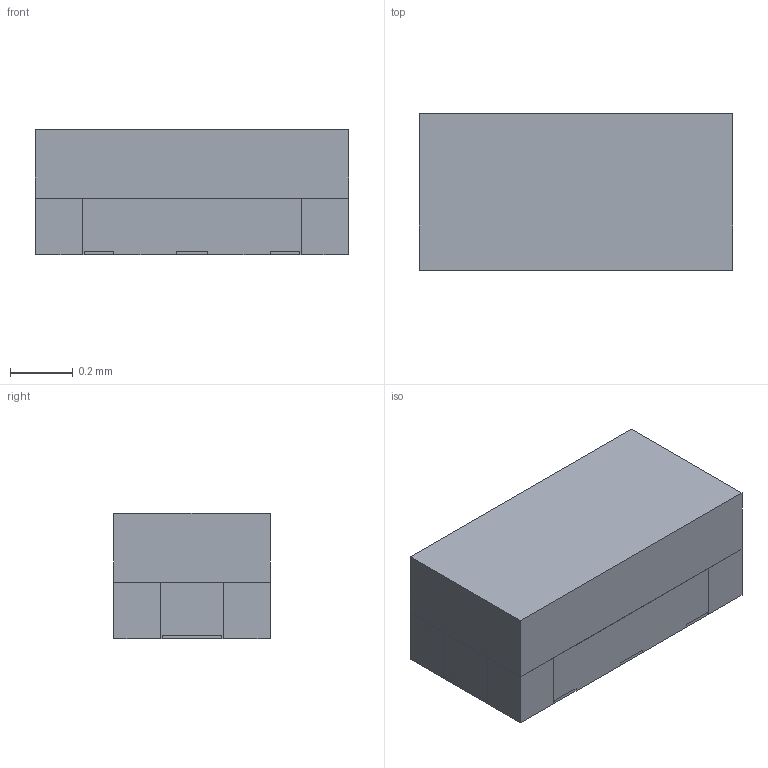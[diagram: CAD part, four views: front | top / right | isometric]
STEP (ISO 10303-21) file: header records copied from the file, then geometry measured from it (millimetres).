
FILE_DESCRIPTION(('FreeCAD Model'),'2;1');
FILE_NAME( 'LED_REEgreenish_1005.step', '2019-07-05T10:54:21',('Author'),(''), 'Open CASCADE STEP processor 7.3','FreeCAD','Unknown');
FILE_SCHEMA(('AUTOMOTIVE_DESIGN { 1 0 10303 214 1 1 1 1 }'));
Length unit declared in the file: millimetre
Products named in the file (27): Assem1; Body; Body001; Body002; Body003; Body004; Body005; Body006; Body007; Body008; Contact; Contact001; Contact002; Contact003; Contact004; Contact005; Contact006; Contact007; Linse; Linse001; Linse002; Linse003; Linse004; Linse005; Linse006; Linse007; Linse008
Assembly tree (26 placements, depth 2):
  Assem1
    Body
    Body001
    Body002
    Body003
    Body004
    Body005
    Body006
    Body007
    Body008
    Contact
    Contact001
    Contact002
    Contact003
    Contact004
    Contact005
    Contact006
    Contact007
    Linse
    Linse001
    Linse002
    Linse003
    Linse004
    Linse005
    Linse006
    Linse007
    Linse008
Bounding box: 1 x 0.5 x 0.4 mm (x, y, z)
Volume: 0.2 mm3; surface area: 7.4 mm2
Topology: 26 solids, 26 shells, 245 faces, 576 edges, 384 vertices
Faces by surface type: plane 213, cylinder 32
Entity records: 16653 total; most frequent: CARTESIAN_POINT 2432, DIRECTION 2360, LINE 1536, VECTOR 1536, ORIENTED_EDGE 1152, PCURVE 1152, DEFINITIONAL_REPRESENTATION 1152, EDGE_CURVE 576
